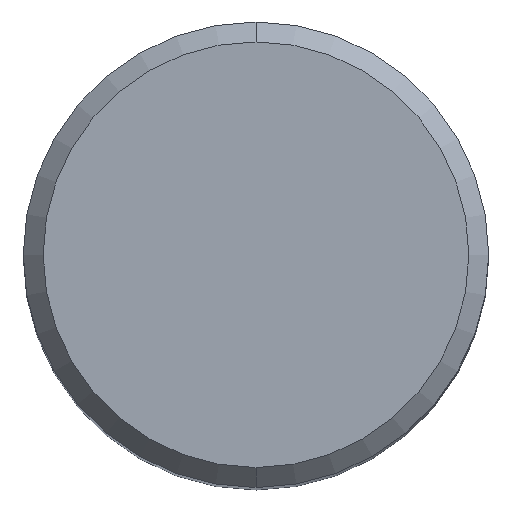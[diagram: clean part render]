
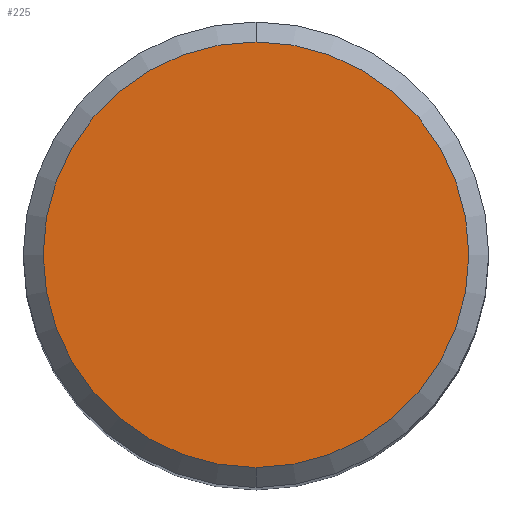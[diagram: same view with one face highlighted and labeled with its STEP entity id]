
A CAD part, top view. The second image highlights one B-rep face of the part: STEP entity #225.
In plain terms, the highlighted planar face has unit normal (0, 0, 1).
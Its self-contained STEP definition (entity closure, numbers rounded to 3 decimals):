
#225=ADVANCED_FACE('',(#523),#524,.T.);
#247=EDGE_CURVE('',#273,#357,#546,.T.);
#259=EDGE_CURVE('',#357,#273,#561,.T.);
#273=VERTEX_POINT('',#576);
#357=VERTEX_POINT('',#671);
#523=FACE_OUTER_BOUND('',#880,.T.);
#524=PLANE('',#881);
#546=CIRCLE('',#927,6.4);
#561=CIRCLE('',#947,6.4);
#576=CARTESIAN_POINT('',(0.0,6.4,0.));
#671=CARTESIAN_POINT('',(0.,-6.4,0.));
#880=EDGE_LOOP('',(#1515,#1516));
#881=AXIS2_PLACEMENT_3D('',#1517,#1518,#1519);
#927=AXIS2_PLACEMENT_3D('',#1534,#1535,#1536);
#947=AXIS2_PLACEMENT_3D('',#1562,#1563,#1564);
#1515=ORIENTED_EDGE('',*,*,#247,.F.);
#1516=ORIENTED_EDGE('',*,*,#259,.F.);
#1517=CARTESIAN_POINT('',(0.0,3.2,0.));
#1518=DIRECTION('',(-0.0,0.0,1.0));
#1519=DIRECTION('',(0.0,-1.0,0.0));
#1534=CARTESIAN_POINT('',(0.0,0.0,0.));
#1535=DIRECTION('',(0.0,0.0,-1.0));
#1536=DIRECTION('',(0.0,1.0,0.0));
#1562=CARTESIAN_POINT('',(0.0,0.0,0.));
#1563=DIRECTION('',(0.0,0.0,-1.0));
#1564=DIRECTION('',(0.0,1.0,0.0));
